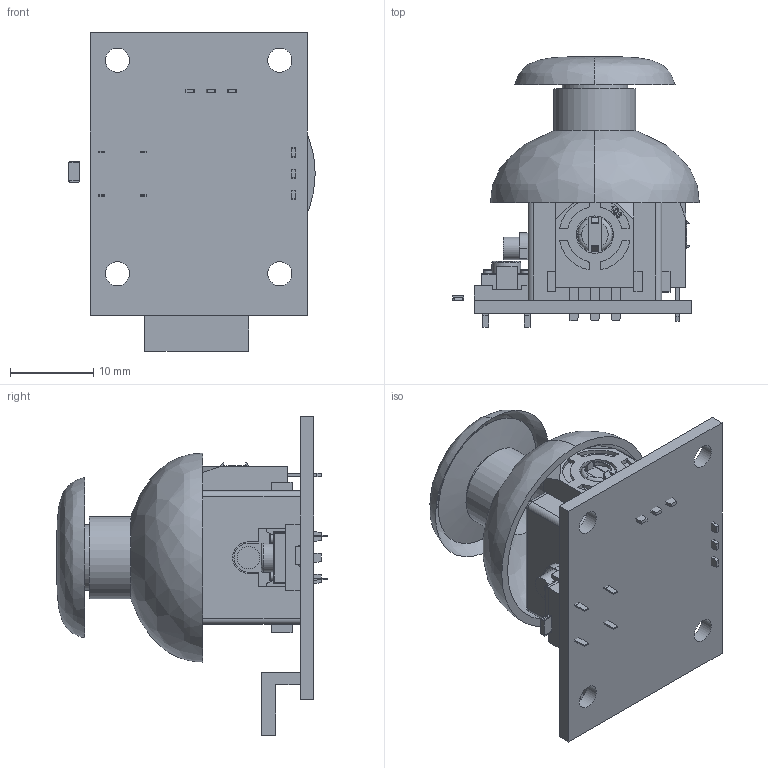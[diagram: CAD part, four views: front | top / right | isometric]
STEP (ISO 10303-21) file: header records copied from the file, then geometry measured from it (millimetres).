
FILE_DESCRIPTION(/* description */ ('STEP AP214'),/* implementation_level */ '2;1');
FILE_NAME(/* name */ '00_Joystick_PS2.ipt.step',/* time_stamp */ '2022-11-29T07:42:28+01:00',/* author */ (''),/* organization */ (''),/* preprocessor_version */ 'ST-DEVELOPER v18.1',/* originating_system */ 'Autodesk Inventor 2022',/* authorisation */ '');
FILE_SCHEMA (('AUTOMOTIVE_DESIGN { 1 0 10303 214 3 1 1 }'));
Length unit declared in the file: millimetre
Products named in the file (1): 00_Joystick_PS2
Bounding box: 29.68 x 32.6 x 38.32 mm (x, y, z)
Volume: 6718.7 mm3; surface area: 7306.6 mm2
Topology: 29 solids, 29 shells, 566 faces, 1382 edges, 908 vertices
Faces by surface type: plane 347, cylinder 109, bspline 94, torus 10, sphere 4, cone 2
Full cylindrical faces by diameter (mm): 1 x4, 2.7 x1, 2.9 x4, 3.5 x1, 4.5 x2, 7.25 x1, 7.9 x1, 9.9 x1
Entity records: 21223 total; most frequent: CARTESIAN_POINT 7973, ORIENTED_EDGE 2748, DIRECTION 2404, EDGE_CURVE 1374, LINE 942, VECTOR 942, VERTEX_POINT 908, AXIS2_PLACEMENT_3D 731
